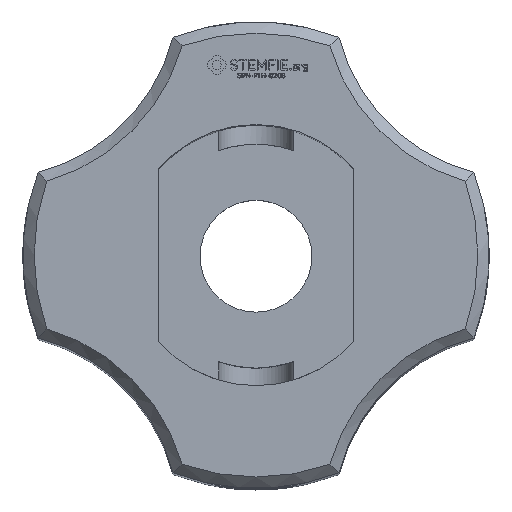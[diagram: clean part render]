
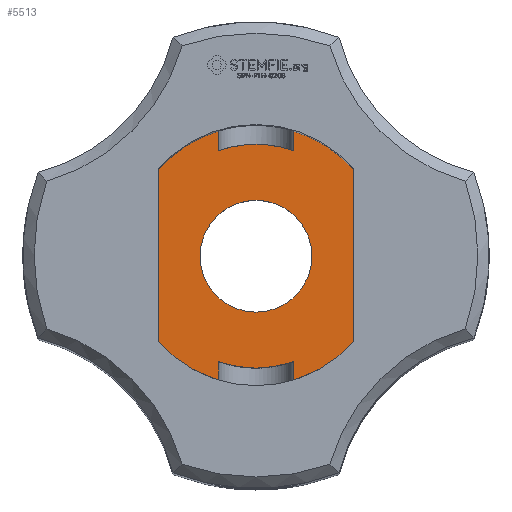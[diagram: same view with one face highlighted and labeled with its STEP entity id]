
A CAD part, top view. The second image highlights one B-rep face of the part: STEP entity #5513.
In plain terms, the highlighted planar face has unit normal (0, 0, 1).
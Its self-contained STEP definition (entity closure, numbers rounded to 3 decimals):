
#954 = VERTEX_POINT('',#955);
#955 = CARTESIAN_POINT('',(2.829,0.998,11.));
#966 = EDGE_CURVE('',#967,#954,#969,.T.);
#967 = VERTEX_POINT('',#968);
#968 = CARTESIAN_POINT('',(2.625,0.998,11.));
#969 = LINE('',#970,#971);
#970 = CARTESIAN_POINT('',(33.551,0.998,11.));
#971 = VECTOR('',#972,1.);
#972 = DIRECTION('',(1.,0.,0.));
#975 = VERTEX_POINT('',#976);
#976 = CARTESIAN_POINT('',(2.625,-0.998,11.));
#983 = EDGE_CURVE('',#975,#984,#986,.T.);
#984 = VERTEX_POINT('',#985);
#985 = CARTESIAN_POINT('',(2.829,-0.998,11.));
#986 = LINE('',#987,#988);
#987 = CARTESIAN_POINT('',(33.551,-0.998,11.));
#988 = VECTOR('',#989,1.);
#989 = DIRECTION('',(1.,0.,0.));
#5447 = EDGE_CURVE('',#5448,#967,#5450,.T.);
#5448 = VERTEX_POINT('',#5449);
#5449 = CARTESIAN_POINT('',(2.625,2.315,11.));
#5450 = LINE('',#5451,#5452);
#5451 = CARTESIAN_POINT('',(2.625,2.315,11.));
#5452 = VECTOR('',#5453,1.);
#5453 = DIRECTION('',(0.,-1.,0.));
#5463 = VERTEX_POINT('',#5464);
#5464 = CARTESIAN_POINT('',(2.625,-2.315,11.));
#5470 = EDGE_CURVE('',#975,#5463,#5471,.T.);
#5471 = LINE('',#5472,#5473);
#5472 = CARTESIAN_POINT('',(2.625,2.315,11.));
#5473 = VECTOR('',#5474,1.);
#5474 = DIRECTION('',(0.,-1.,0.));
#5500 = EDGE_CURVE('',#954,#984,#5501,.T.);
#5501 = CIRCLE('',#5502,3.);
#5502 = AXIS2_PLACEMENT_3D('',#5503,#5504,#5505);
#5503 = CARTESIAN_POINT('',(0.,0.,11.));
#5504 = DIRECTION('',(0.,0.,-1.));
#5505 = DIRECTION('',(0.,1.,0.));
#5513 = ADVANCED_FACE('',(#5514,#5655),#5666,.T.);
#5514 = FACE_BOUND('',#5515,.T.);
#5515 = EDGE_LOOP('',(#5516,#5517,#5518,#5519,#5520,#5529,#5537,#5546,
    #5555,#5563,#5572,#5580,#5588,#5597,#5605,#5613,#5622,#5630,#5639,
    #5647,#5654));
#5516 = ORIENTED_EDGE('',*,*,#983,.T.);
#5517 = ORIENTED_EDGE('',*,*,#5500,.F.);
#5518 = ORIENTED_EDGE('',*,*,#966,.F.);
#5519 = ORIENTED_EDGE('',*,*,#5447,.F.);
#5520 = ORIENTED_EDGE('',*,*,#5521,.T.);
#5521 = EDGE_CURVE('',#5448,#5522,#5524,.T.);
#5522 = VERTEX_POINT('',#5523);
#5523 = CARTESIAN_POINT('',(0.998,3.355,11.));
#5524 = CIRCLE('',#5525,3.5);
#5525 = AXIS2_PLACEMENT_3D('',#5526,#5527,#5528);
#5526 = CARTESIAN_POINT('',(0.,0.,11.)
  );
#5527 = DIRECTION('',(0.,0.,1.));
#5528 = DIRECTION('',(1.,0.,0.));
#5529 = ORIENTED_EDGE('',*,*,#5530,.T.);
#5530 = EDGE_CURVE('',#5522,#5531,#5533,.T.);
#5531 = VERTEX_POINT('',#5532);
#5532 = CARTESIAN_POINT('',(0.998,2.829,11.));
#5533 = LINE('',#5534,#5535);
#5534 = CARTESIAN_POINT('',(0.998,-33.551,11.));
#5535 = VECTOR('',#5536,1.);
#5536 = DIRECTION('',(0.,-1.,0.));
#5537 = ORIENTED_EDGE('',*,*,#5538,.F.);
#5538 = EDGE_CURVE('',#5539,#5531,#5541,.T.);
#5539 = VERTEX_POINT('',#5540);
#5540 = CARTESIAN_POINT('',(0.,3.,11.));
#5541 = CIRCLE('',#5542,3.);
#5542 = AXIS2_PLACEMENT_3D('',#5543,#5544,#5545);
#5543 = CARTESIAN_POINT('',(0.,0.,11.));
#5544 = DIRECTION('',(0.,0.,-1.));
#5545 = DIRECTION('',(0.,1.,0.));
#5546 = ORIENTED_EDGE('',*,*,#5547,.F.);
#5547 = EDGE_CURVE('',#5548,#5539,#5550,.T.);
#5548 = VERTEX_POINT('',#5549);
#5549 = CARTESIAN_POINT('',(-0.998,2.829,11.));
#5550 = CIRCLE('',#5551,3.);
#5551 = AXIS2_PLACEMENT_3D('',#5552,#5553,#5554);
#5552 = CARTESIAN_POINT('',(0.,0.,11.));
#5553 = DIRECTION('',(0.,0.,-1.));
#5554 = DIRECTION('',(0.,1.,0.));
#5555 = ORIENTED_EDGE('',*,*,#5556,.F.);
#5556 = EDGE_CURVE('',#5557,#5548,#5559,.T.);
#5557 = VERTEX_POINT('',#5558);
#5558 = CARTESIAN_POINT('',(-0.998,3.355,11.));
#5559 = LINE('',#5560,#5561);
#5560 = CARTESIAN_POINT('',(-0.998,-33.551,11.));
#5561 = VECTOR('',#5562,1.);
#5562 = DIRECTION('',(0.,-1.,0.));
#5563 = ORIENTED_EDGE('',*,*,#5564,.T.);
#5564 = EDGE_CURVE('',#5557,#5565,#5567,.T.);
#5565 = VERTEX_POINT('',#5566);
#5566 = CARTESIAN_POINT('',(-2.625,2.315,11.));
#5567 = CIRCLE('',#5568,3.5);
#5568 = AXIS2_PLACEMENT_3D('',#5569,#5570,#5571);
#5569 = CARTESIAN_POINT('',(0.,0.,11.)
  );
#5570 = DIRECTION('',(0.,0.,1.));
#5571 = DIRECTION('',(1.,0.,0.));
#5572 = ORIENTED_EDGE('',*,*,#5573,.T.);
#5573 = EDGE_CURVE('',#5565,#5574,#5576,.T.);
#5574 = VERTEX_POINT('',#5575);
#5575 = CARTESIAN_POINT('',(-2.625,0.998,11.));
#5576 = LINE('',#5577,#5578);
#5577 = CARTESIAN_POINT('',(-2.625,2.315,11.));
#5578 = VECTOR('',#5579,1.);
#5579 = DIRECTION('',(0.,-1.,0.));
#5580 = ORIENTED_EDGE('',*,*,#5581,.F.);
#5581 = EDGE_CURVE('',#5582,#5574,#5584,.T.);
#5582 = VERTEX_POINT('',#5583);
#5583 = CARTESIAN_POINT('',(-2.829,0.998,11.));
#5584 = LINE('',#5585,#5586);
#5585 = CARTESIAN_POINT('',(33.551,0.998,11.));
#5586 = VECTOR('',#5587,1.);
#5587 = DIRECTION('',(1.,0.,0.));
#5588 = ORIENTED_EDGE('',*,*,#5589,.F.);
#5589 = EDGE_CURVE('',#5590,#5582,#5592,.T.);
#5590 = VERTEX_POINT('',#5591);
#5591 = CARTESIAN_POINT('',(-2.829,-0.998,11.));
#5592 = CIRCLE('',#5593,3.);
#5593 = AXIS2_PLACEMENT_3D('',#5594,#5595,#5596);
#5594 = CARTESIAN_POINT('',(0.,0.,11.));
#5595 = DIRECTION('',(0.,0.,-1.));
#5596 = DIRECTION('',(0.,1.,0.));
#5597 = ORIENTED_EDGE('',*,*,#5598,.T.);
#5598 = EDGE_CURVE('',#5590,#5599,#5601,.T.);
#5599 = VERTEX_POINT('',#5600);
#5600 = CARTESIAN_POINT('',(-2.625,-0.998,11.));
#5601 = LINE('',#5602,#5603);
#5602 = CARTESIAN_POINT('',(33.551,-0.998,11.));
#5603 = VECTOR('',#5604,1.);
#5604 = DIRECTION('',(1.,0.,0.));
#5605 = ORIENTED_EDGE('',*,*,#5606,.T.);
#5606 = EDGE_CURVE('',#5599,#5607,#5609,.T.);
#5607 = VERTEX_POINT('',#5608);
#5608 = CARTESIAN_POINT('',(-2.625,-2.315,11.));
#5609 = LINE('',#5610,#5611);
#5610 = CARTESIAN_POINT('',(-2.625,2.315,11.));
#5611 = VECTOR('',#5612,1.);
#5612 = DIRECTION('',(0.,-1.,0.));
#5613 = ORIENTED_EDGE('',*,*,#5614,.T.);
#5614 = EDGE_CURVE('',#5607,#5615,#5617,.T.);
#5615 = VERTEX_POINT('',#5616);
#5616 = CARTESIAN_POINT('',(-0.998,-3.355,11.));
#5617 = CIRCLE('',#5618,3.5);
#5618 = AXIS2_PLACEMENT_3D('',#5619,#5620,#5621);
#5619 = CARTESIAN_POINT('',(0.,0.,11.)
  );
#5620 = DIRECTION('',(0.,0.,1.));
#5621 = DIRECTION('',(1.,0.,0.));
#5622 = ORIENTED_EDGE('',*,*,#5623,.F.);
#5623 = EDGE_CURVE('',#5624,#5615,#5626,.T.);
#5624 = VERTEX_POINT('',#5625);
#5625 = CARTESIAN_POINT('',(-0.998,-2.829,11.));
#5626 = LINE('',#5627,#5628);
#5627 = CARTESIAN_POINT('',(-0.998,-33.551,11.));
#5628 = VECTOR('',#5629,1.);
#5629 = DIRECTION('',(0.,-1.,0.));
#5630 = ORIENTED_EDGE('',*,*,#5631,.F.);
#5631 = EDGE_CURVE('',#5632,#5624,#5634,.T.);
#5632 = VERTEX_POINT('',#5633);
#5633 = CARTESIAN_POINT('',(0.998,-2.829,11.));
#5634 = CIRCLE('',#5635,3.);
#5635 = AXIS2_PLACEMENT_3D('',#5636,#5637,#5638);
#5636 = CARTESIAN_POINT('',(0.,0.,11.));
#5637 = DIRECTION('',(0.,0.,-1.));
#5638 = DIRECTION('',(0.,1.,0.));
#5639 = ORIENTED_EDGE('',*,*,#5640,.T.);
#5640 = EDGE_CURVE('',#5632,#5641,#5643,.T.);
#5641 = VERTEX_POINT('',#5642);
#5642 = CARTESIAN_POINT('',(0.998,-3.355,11.));
#5643 = LINE('',#5644,#5645);
#5644 = CARTESIAN_POINT('',(0.998,-33.551,11.));
#5645 = VECTOR('',#5646,1.);
#5646 = DIRECTION('',(0.,-1.,0.));
#5647 = ORIENTED_EDGE('',*,*,#5648,.T.);
#5648 = EDGE_CURVE('',#5641,#5463,#5649,.T.);
#5649 = CIRCLE('',#5650,3.5);
#5650 = AXIS2_PLACEMENT_3D('',#5651,#5652,#5653);
#5651 = CARTESIAN_POINT('',(0.,0.,11.)
  );
#5652 = DIRECTION('',(0.,0.,1.));
#5653 = DIRECTION('',(1.,0.,0.));
#5654 = ORIENTED_EDGE('',*,*,#5470,.F.);
#5655 = FACE_BOUND('',#5656,.T.);
#5656 = EDGE_LOOP('',(#5657));
#5657 = ORIENTED_EDGE('',*,*,#5658,.T.);
#5658 = EDGE_CURVE('',#5659,#5659,#5661,.T.);
#5659 = VERTEX_POINT('',#5660);
#5660 = CARTESIAN_POINT('',(0.,1.5,11.));
#5661 = CIRCLE('',#5662,1.5);
#5662 = AXIS2_PLACEMENT_3D('',#5663,#5664,#5665);
#5663 = CARTESIAN_POINT('',(0.,0.,11.));
#5664 = DIRECTION('',(0.,0.,-1.));
#5665 = DIRECTION('',(0.,1.,0.));
#5666 = PLANE('',#5667);
#5667 = AXIS2_PLACEMENT_3D('',#5668,#5669,#5670);
#5668 = CARTESIAN_POINT('',(0.,0.001,11.)
  );
#5669 = DIRECTION('',(0.,0.,1.));
#5670 = DIRECTION('',(1.,0.,0.));
